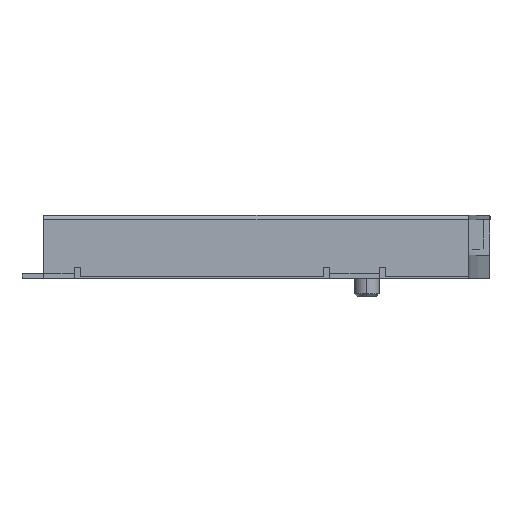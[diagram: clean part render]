
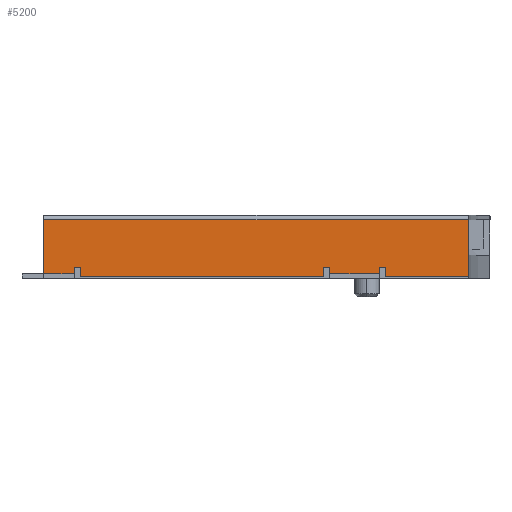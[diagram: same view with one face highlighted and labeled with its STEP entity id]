
A CAD part, left-side view. The second image highlights one B-rep face of the part: STEP entity #5200.
In plain terms, the highlighted planar face has unit normal (-1, 0, 0).
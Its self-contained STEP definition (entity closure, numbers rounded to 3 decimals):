
#71 = VECTOR ( 'NONE', #11312, 1000. ) ;
#215 = VECTOR ( 'NONE', #15940, 1000. ) ;
#407 = LINE ( 'NONE', #6190, #9795 ) ;
#453 = DIRECTION ( 'NONE',  ( 0., 0., 1. ) ) ;
#579 = ORIENTED_EDGE ( 'NONE', *, *, #8745, .F. ) ;
#599 = LINE ( 'NONE', #6993, #7523 ) ;
#841 = DIRECTION ( 'NONE',  ( 0., 1., 0. ) ) ;
#882 = ORIENTED_EDGE ( 'NONE', *, *, #10999, .F. ) ;
#1031 = LINE ( 'NONE', #13368, #4075 ) ;
#1053 = DIRECTION ( 'NONE',  ( 0., 0., 1. ) ) ;
#1099 = CARTESIAN_POINT ( 'NONE',  ( -7.375, -6.55, 0.05 ) ) ;
#1242 = PLANE ( 'NONE',  #9183 ) ;
#1290 = LINE ( 'NONE', #10926, #12111 ) ;
#1331 = CARTESIAN_POINT ( 'NONE',  ( -7.375, 22.135, 0.05 ) ) ;
#1339 = ORIENTED_EDGE ( 'NONE', *, *, #2111, .F. ) ;
#1435 = VECTOR ( 'NONE', #17119, 1000. ) ;
#1486 = EDGE_CURVE ( 'NONE', #7414, #12029, #6884, .T. ) ;
#1578 = EDGE_CURVE ( 'NONE', #16102, #3225, #9681, .T. ) ;
#1713 = LINE ( 'NONE', #17009, #16918 ) ;
#2111 = EDGE_CURVE ( 'NONE', #12945, #7414, #10762, .T. ) ;
#2353 = CARTESIAN_POINT ( 'NONE',  ( -7.375, 6.25, 0.35 ) ) ;
#3225 = VERTEX_POINT ( 'NONE', #8240 ) ;
#3354 = VERTEX_POINT ( 'NONE', #5807 ) ;
#3715 = CARTESIAN_POINT ( 'NONE',  ( -7.375, -3.85, 0.35 ) ) ;
#3921 = DIRECTION ( 'NONE',  ( 0., 0., 1. ) ) ;
#4075 = VECTOR ( 'NONE', #4380, 1000. ) ;
#4288 = VECTOR ( 'NONE', #7313, 1000. ) ;
#4380 = DIRECTION ( 'NONE',  ( 0., -1., 0. ) ) ;
#4453 = CARTESIAN_POINT ( 'NONE',  ( -7.375, 7.25, 1.9 ) ) ;
#4469 = EDGE_CURVE ( 'NONE', #7434, #12029, #1290, .T. ) ;
#4675 = VECTOR ( 'NONE', #1053, 1000. ) ;
#4904 = EDGE_CURVE ( 'NONE', #10192, #9223, #1713, .T. ) ;
#4913 = ORIENTED_EDGE ( 'NONE', *, *, #6380, .F. ) ;
#5200 = ADVANCED_FACE ( 'NONE', ( #16720 ), #1242, .F. ) ;
#5210 = VECTOR ( 'NONE', #15528, 1000. ) ;
#5381 = ORIENTED_EDGE ( 'NONE', *, *, #19720, .F. ) ;
#5434 = CARTESIAN_POINT ( 'NONE',  ( -7.375, -2.05, 0. ) ) ;
#5807 = CARTESIAN_POINT ( 'NONE',  ( -7.375, -3.85, 0.05 ) ) ;
#5960 = CARTESIAN_POINT ( 'NONE',  ( -7.375, -1.85, 0.35 ) ) ;
#5993 = DIRECTION ( 'NONE',  ( 0., 0., -1. ) ) ;
#6190 = CARTESIAN_POINT ( 'NONE',  ( -7.375, 22.135, 0.05 ) ) ;
#6380 = EDGE_CURVE ( 'NONE', #13568, #10527, #8542, .T. ) ;
#6429 = ORIENTED_EDGE ( 'NONE', *, *, #1578, .F. ) ;
#6525 = CARTESIAN_POINT ( 'NONE',  ( -7.375, -1.85, 0.05 ) ) ;
#6768 = ORIENTED_EDGE ( 'NONE', *, *, #4904, .T. ) ;
#6884 = LINE ( 'NONE', #17591, #12289 ) ;
#6993 = CARTESIAN_POINT ( 'NONE',  ( -7.375, -3.85, 0. ) ) ;
#7044 = EDGE_CURVE ( 'NONE', #16643, #11453, #18802, .T. ) ;
#7313 = DIRECTION ( 'NONE',  ( 0., 1., 0. ) ) ;
#7414 = VERTEX_POINT ( 'NONE', #18079 ) ;
#7434 = VERTEX_POINT ( 'NONE', #4453 ) ;
#7523 = VECTOR ( 'NONE', #3921, 1000. ) ;
#7552 = DIRECTION ( 'NONE',  ( 1., 0., 0. ) ) ;
#7791 = VECTOR ( 'NONE', #9206, 1000. ) ;
#8240 = CARTESIAN_POINT ( 'NONE',  ( -7.375, -3.65, 0.15 ) ) ;
#8542 = LINE ( 'NONE', #10257, #13226 ) ;
#8745 = EDGE_CURVE ( 'NONE', #3354, #16781, #599, .T. ) ;
#9136 = VERTEX_POINT ( 'NONE', #18214 ) ;
#9172 = ORIENTED_EDGE ( 'NONE', *, *, #7044, .F. ) ;
#9183 = AXIS2_PLACEMENT_3D ( 'NONE', #1331, #7552, #13664 ) ;
#9206 = DIRECTION ( 'NONE',  ( 0., 1., 0. ) ) ;
#9223 = VERTEX_POINT ( 'NONE', #12465 ) ;
#9531 = EDGE_CURVE ( 'NONE', #3354, #10192, #407, .T. ) ;
#9586 = ORIENTED_EDGE ( 'NONE', *, *, #4469, .T. ) ;
#9681 = LINE ( 'NONE', #12798, #5210 ) ;
#9795 = VECTOR ( 'NONE', #12627, 1000. ) ;
#10002 = DIRECTION ( 'NONE',  ( 0., 1., 0. ) ) ;
#10192 = VERTEX_POINT ( 'NONE', #1099 ) ;
#10257 = CARTESIAN_POINT ( 'NONE',  ( -7.375, -2.05, 0.35 ) ) ;
#10325 = CARTESIAN_POINT ( 'NONE',  ( -7.375, 22.135, 1.9 ) ) ;
#10527 = VERTEX_POINT ( 'NONE', #5960 ) ;
#10537 = CARTESIAN_POINT ( 'NONE',  ( -7.375, 6.25, 0.35 ) ) ;
#10692 = CARTESIAN_POINT ( 'NONE',  ( -7.375, -3.65, 0.35 ) ) ;
#10762 = LINE ( 'NONE', #11149, #1435 ) ;
#10926 = CARTESIAN_POINT ( 'NONE',  ( -7.375, 7.25, 0.05 ) ) ;
#10999 = EDGE_CURVE ( 'NONE', #3225, #9136, #13427, .T. ) ;
#11149 = CARTESIAN_POINT ( 'NONE',  ( -7.375, 6.25, 0.05 ) ) ;
#11312 = DIRECTION ( 'NONE',  ( 0., 0., -1. ) ) ;
#11453 = VERTEX_POINT ( 'NONE', #12590 ) ;
#11512 = EDGE_CURVE ( 'NONE', #9136, #13568, #14876, .T. ) ;
#11939 = CARTESIAN_POINT ( 'NONE',  ( -7.375, 22.135, 0.15 ) ) ;
#12029 = VERTEX_POINT ( 'NONE', #17406 ) ;
#12111 = VECTOR ( 'NONE', #5993, 1000. ) ;
#12176 = VECTOR ( 'NONE', #453, 1000. ) ;
#12180 = EDGE_CURVE ( 'NONE', #9223, #7434, #18275, .T. ) ;
#12289 = VECTOR ( 'NONE', #10002, 1000. ) ;
#12465 = CARTESIAN_POINT ( 'NONE',  ( -7.375, -6.55, 1.9 ) ) ;
#12590 = CARTESIAN_POINT ( 'NONE',  ( -7.375, 6.05, 0.35 ) ) ;
#12627 = DIRECTION ( 'NONE',  ( 0., -1., 0. ) ) ;
#12798 = CARTESIAN_POINT ( 'NONE',  ( -7.375, -3.65, 0. ) ) ;
#12800 = LINE ( 'NONE', #15638, #215 ) ;
#12830 = VERTEX_POINT ( 'NONE', #6525 ) ;
#12920 = LINE ( 'NONE', #17392, #71 ) ;
#12945 = VERTEX_POINT ( 'NONE', #2353 ) ;
#12966 = EDGE_CURVE ( 'NONE', #16643, #12830, #1031, .T. ) ;
#13226 = VECTOR ( 'NONE', #841, 1000. ) ;
#13368 = CARTESIAN_POINT ( 'NONE',  ( -7.375, 22.135, 0.05 ) ) ;
#13427 = LINE ( 'NONE', #11939, #16921 ) ;
#13568 = VERTEX_POINT ( 'NONE', #17821 ) ;
#13664 = DIRECTION ( 'NONE',  ( 0., 0., -1. ) ) ;
#14063 = ORIENTED_EDGE ( 'NONE', *, *, #11512, .F. ) ;
#14135 = EDGE_CURVE ( 'NONE', #10527, #12830, #12920, .T. ) ;
#14260 = ORIENTED_EDGE ( 'NONE', *, *, #1486, .F. ) ;
#14494 = CARTESIAN_POINT ( 'NONE',  ( -7.375, 6.05, 0.05 ) ) ;
#14876 = LINE ( 'NONE', #5434, #4675 ) ;
#15038 = LINE ( 'NONE', #10537, #7791 ) ;
#15528 = DIRECTION ( 'NONE',  ( 0., 0., -1. ) ) ;
#15542 = ORIENTED_EDGE ( 'NONE', *, *, #9531, .T. ) ;
#15638 = CARTESIAN_POINT ( 'NONE',  ( -7.375, -3.65, 0.35 ) ) ;
#15773 = DIRECTION ( 'NONE',  ( 0., 0., 1. ) ) ;
#15940 = DIRECTION ( 'NONE',  ( 0., 1., 0. ) ) ;
#16002 = EDGE_LOOP ( 'NONE', ( #15542, #6768, #16459, #9586, #14260, #1339, #17713, #9172, #18390, #19867, #4913, #14063, #882, #6429, #5381, #579 ) ) ;
#16102 = VERTEX_POINT ( 'NONE', #10692 ) ;
#16459 = ORIENTED_EDGE ( 'NONE', *, *, #12180, .T. ) ;
#16643 = VERTEX_POINT ( 'NONE', #14494 ) ;
#16720 = FACE_OUTER_BOUND ( 'NONE', #16002, .T. ) ;
#16781 = VERTEX_POINT ( 'NONE', #3715 ) ;
#16918 = VECTOR ( 'NONE', #15773, 1000. ) ;
#16921 = VECTOR ( 'NONE', #17717, 1000. ) ;
#17009 = CARTESIAN_POINT ( 'NONE',  ( -7.375, -6.55, 0. ) ) ;
#17119 = DIRECTION ( 'NONE',  ( 0., 0., -1. ) ) ;
#17392 = CARTESIAN_POINT ( 'NONE',  ( -7.375, -1.85, 0. ) ) ;
#17406 = CARTESIAN_POINT ( 'NONE',  ( -7.375, 7.25, 0.15 ) ) ;
#17531 = CARTESIAN_POINT ( 'NONE',  ( -7.375, 6.05, 0.05 ) ) ;
#17591 = CARTESIAN_POINT ( 'NONE',  ( -7.375, 22.135, 0.15 ) ) ;
#17660 = EDGE_CURVE ( 'NONE', #11453, #12945, #15038, .T. ) ;
#17713 = ORIENTED_EDGE ( 'NONE', *, *, #17660, .F. ) ;
#17717 = DIRECTION ( 'NONE',  ( 0., 1., 0. ) ) ;
#17821 = CARTESIAN_POINT ( 'NONE',  ( -7.375, -2.05, 0.35 ) ) ;
#18079 = CARTESIAN_POINT ( 'NONE',  ( -7.375, 6.25, 0.15 ) ) ;
#18214 = CARTESIAN_POINT ( 'NONE',  ( -7.375, -2.05, 0.15 ) ) ;
#18275 = LINE ( 'NONE', #10325, #4288 ) ;
#18390 = ORIENTED_EDGE ( 'NONE', *, *, #12966, .T. ) ;
#18802 = LINE ( 'NONE', #17531, #12176 ) ;
#19720 = EDGE_CURVE ( 'NONE', #16781, #16102, #12800, .T. ) ;
#19867 = ORIENTED_EDGE ( 'NONE', *, *, #14135, .F. ) ;
